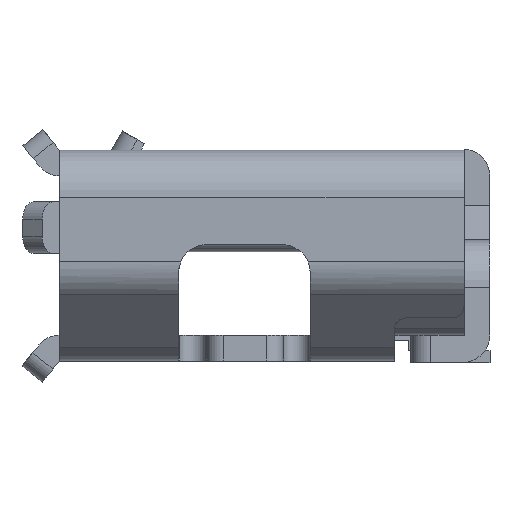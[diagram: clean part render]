
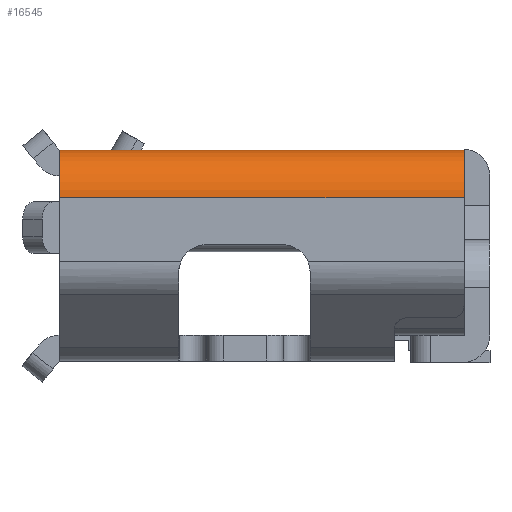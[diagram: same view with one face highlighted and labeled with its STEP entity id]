
A CAD part, front view. The second image highlights one B-rep face of the part: STEP entity #16545.
In plain terms, the highlighted cylindrical face has radius 0.553 mm (diameter 1.106 mm), a partial arc.
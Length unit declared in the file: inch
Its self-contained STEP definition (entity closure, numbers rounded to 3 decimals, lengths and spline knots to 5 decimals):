
#4743 = PLANE('',#4744);
#4744 = AXIS2_PLACEMENT_3D('',#4745,#4746,#4747);
#4745 = CARTESIAN_POINT('',(-0.09252,0.00064,
    0.07159));
#4746 = DIRECTION('',(1.,0.,0.));
#4747 = DIRECTION('',(0.,0.,1.));
#5754 = PLANE('',#5755);
#5755 = AXIS2_PLACEMENT_3D('',#5756,#5757,#5758);
#5756 = CARTESIAN_POINT('',(0.09252,-0.12036,
    0.07056));
#5757 = DIRECTION('',(-1.,0.,0.));
#5758 = DIRECTION('',(0.,-1.,0.));
#9452 = PLANE('',#9453);
#9453 = AXIS2_PLACEMENT_3D('',#9454,#9455,#9456);
#9454 = CARTESIAN_POINT('',(-0.09252,-0.12598,
    0.08563));
#9455 = DIRECTION('',(0.,1.,0.));
#9456 = DIRECTION('',(1.,0.,0.));
#13614 = EDGE_CURVE('',#13615,#13617,#13619,.T.);
#13615 = VERTEX_POINT('',#13616);
#13616 = CARTESIAN_POINT('',(0.09252,-0.12598,
    0.09742));
#13617 = VERTEX_POINT('',#13618);
#13618 = CARTESIAN_POINT('',(-0.09252,-0.12598,
    0.09742));
#13619 = SURFACE_CURVE('',#13620,(#13624,#13630),.PCURVE_S1.);
#13620 = LINE('',#13621,#13622);
#13621 = CARTESIAN_POINT('',(-0.09252,-0.12598,
    0.09742));
#13622 = VECTOR('',#13623,0.03937);
#13623 = DIRECTION('',(-1.,0.,0.));
#13624 = PCURVE('',#9452,#13625);
#13625 = DEFINITIONAL_REPRESENTATION('',(#13626),#13629);
#13626 = B_SPLINE_CURVE_WITH_KNOTS('',1,(#13627,#13628),.UNSPECIFIED.,
  .F.,.F.,(2,2),(-4.7,0.),
  .PIECEWISE_BEZIER_KNOTS.);
#13627 = CARTESIAN_POINT('',(0.185,-0.012));
#13628 = CARTESIAN_POINT('',(0.,-0.012));
#13629 = ( GEOMETRIC_REPRESENTATION_CONTEXT(2) 
PARAMETRIC_REPRESENTATION_CONTEXT() REPRESENTATION_CONTEXT('2D SPACE',''
  ) );
#13630 = PCURVE('',#13631,#13636);
#13631 = CYLINDRICAL_SURFACE('',#13632,0.02177);
#13632 = AXIS2_PLACEMENT_3D('',#13633,#13634,#13635);
#13633 = CARTESIAN_POINT('',(-0.09252,-0.12589,
    0.07565));
#13634 = DIRECTION('',(-1.,0.,0.));
#13635 = DIRECTION('',(0.,1.,0.));
#13636 = DEFINITIONAL_REPRESENTATION('',(#13637),#13640);
#13637 = B_SPLINE_CURVE_WITH_KNOTS('',1,(#13638,#13639),.UNSPECIFIED.,
  .F.,.F.,(2,2),(-4.7,0.),
  .PIECEWISE_BEZIER_KNOTS.);
#13638 = CARTESIAN_POINT('',(-1.575,-0.185));
#13639 = CARTESIAN_POINT('',(-1.575,0.));
#13640 = ( GEOMETRIC_REPRESENTATION_CONTEXT(2) 
PARAMETRIC_REPRESENTATION_CONTEXT() REPRESENTATION_CONTEXT('2D SPACE',''
  ) );
#16545 = ADVANCED_FACE('',(#16546),#13631,.T.);
#16546 = FACE_BOUND('',#16547,.F.);
#16547 = EDGE_LOOP('',(#16548,#16572,#16573,#16601));
#16548 = ORIENTED_EDGE('',*,*,#16549,.F.);
#16549 = EDGE_CURVE('',#13617,#16550,#16552,.T.);
#16550 = VERTEX_POINT('',#16551);
#16551 = CARTESIAN_POINT('',(-0.09252,-0.14766,
    0.07565));
#16552 = SURFACE_CURVE('',#16553,(#16558,#16565),.PCURVE_S1.);
#16553 = CIRCLE('',#16554,0.02177);
#16554 = AXIS2_PLACEMENT_3D('',#16555,#16556,#16557);
#16555 = CARTESIAN_POINT('',(-0.09252,-0.12589,
    0.07565));
#16556 = DIRECTION('',(1.,0.,0.));
#16557 = DIRECTION('',(0.,1.,0.));
#16558 = PCURVE('',#13631,#16559);
#16559 = DEFINITIONAL_REPRESENTATION('',(#16560),#16564);
#16560 = LINE('',#16561,#16562);
#16561 = CARTESIAN_POINT('',(-0.,0.));
#16562 = VECTOR('',#16563,1.);
#16563 = DIRECTION('',(-1.,0.));
#16564 = ( GEOMETRIC_REPRESENTATION_CONTEXT(2) 
PARAMETRIC_REPRESENTATION_CONTEXT() REPRESENTATION_CONTEXT('2D SPACE',''
  ) );
#16565 = PCURVE('',#4743,#16566);
#16566 = DEFINITIONAL_REPRESENTATION('',(#16567),#16571);
#16567 = CIRCLE('',#16568,0.02177);
#16568 = AXIS2_PLACEMENT_2D('',#16569,#16570);
#16569 = CARTESIAN_POINT('',(0.004,0.127));
#16570 = DIRECTION('',(0.,-1.));
#16571 = ( GEOMETRIC_REPRESENTATION_CONTEXT(2) 
PARAMETRIC_REPRESENTATION_CONTEXT() REPRESENTATION_CONTEXT('2D SPACE',''
  ) );
#16572 = ORIENTED_EDGE('',*,*,#13614,.F.);
#16573 = ORIENTED_EDGE('',*,*,#16574,.T.);
#16574 = EDGE_CURVE('',#13615,#16575,#16577,.T.);
#16575 = VERTEX_POINT('',#16576);
#16576 = CARTESIAN_POINT('',(0.09252,-0.14766,
    0.07565));
#16577 = SURFACE_CURVE('',#16578,(#16583,#16590),.PCURVE_S1.);
#16578 = CIRCLE('',#16579,0.02177);
#16579 = AXIS2_PLACEMENT_3D('',#16580,#16581,#16582);
#16580 = CARTESIAN_POINT('',(0.09252,-0.12589,
    0.07565));
#16581 = DIRECTION('',(1.,0.,0.));
#16582 = DIRECTION('',(0.,1.,0.));
#16583 = PCURVE('',#13631,#16584);
#16584 = DEFINITIONAL_REPRESENTATION('',(#16585),#16589);
#16585 = LINE('',#16586,#16587);
#16586 = CARTESIAN_POINT('',(-0.,-0.185));
#16587 = VECTOR('',#16588,1.);
#16588 = DIRECTION('',(-1.,0.));
#16589 = ( GEOMETRIC_REPRESENTATION_CONTEXT(2) 
PARAMETRIC_REPRESENTATION_CONTEXT() REPRESENTATION_CONTEXT('2D SPACE',''
  ) );
#16590 = PCURVE('',#5754,#16591);
#16591 = DEFINITIONAL_REPRESENTATION('',(#16592),#16600);
#16592 = ( BOUNDED_CURVE() B_SPLINE_CURVE(2,(#16593,#16594,#16595,#16596
    ,#16597,#16598,#16599),.UNSPECIFIED.,.T.,.F.) 
B_SPLINE_CURVE_WITH_KNOTS((1,2,2,2,2,1),(-2.0944,0.,
    2.0944,4.18879,6.28319,8.37758),
.UNSPECIFIED.) CURVE() GEOMETRIC_REPRESENTATION_ITEM() 
RATIONAL_B_SPLINE_CURVE((1.,0.5,1.,0.5,1.,0.5,1.)) REPRESENTATION_ITEM(
  '') );
#16593 = CARTESIAN_POINT('',(-0.016,0.005));
#16594 = CARTESIAN_POINT('',(-0.016,0.043));
#16595 = CARTESIAN_POINT('',(0.016,0.024));
#16596 = CARTESIAN_POINT('',(0.049,0.005));
#16597 = CARTESIAN_POINT('',(0.016,-0.014));
#16598 = CARTESIAN_POINT('',(-0.016,-0.033));
#16599 = CARTESIAN_POINT('',(-0.016,0.005));
#16600 = ( GEOMETRIC_REPRESENTATION_CONTEXT(2) 
PARAMETRIC_REPRESENTATION_CONTEXT() REPRESENTATION_CONTEXT('2D SPACE',''
  ) );
#16601 = ORIENTED_EDGE('',*,*,#16602,.F.);
#16602 = EDGE_CURVE('',#16550,#16575,#16603,.T.);
#16603 = SURFACE_CURVE('',#16604,(#16608,#16615),.PCURVE_S1.);
#16604 = LINE('',#16605,#16606);
#16605 = CARTESIAN_POINT('',(-0.09252,-0.14766,
    0.07565));
#16606 = VECTOR('',#16607,0.03937);
#16607 = DIRECTION('',(1.,0.,0.));
#16608 = PCURVE('',#13631,#16609);
#16609 = DEFINITIONAL_REPRESENTATION('',(#16610),#16614);
#16610 = LINE('',#16611,#16612);
#16611 = CARTESIAN_POINT('',(-3.142,0.));
#16612 = VECTOR('',#16613,1.);
#16613 = DIRECTION('',(-0.,-1.));
#16614 = ( GEOMETRIC_REPRESENTATION_CONTEXT(2) 
PARAMETRIC_REPRESENTATION_CONTEXT() REPRESENTATION_CONTEXT('2D SPACE',''
  ) );
#16615 = PCURVE('',#16616,#16621);
#16616 = PLANE('',#16617);
#16617 = AXIS2_PLACEMENT_3D('',#16618,#16619,#16620);
#16618 = CARTESIAN_POINT('',(-0.09252,-0.14766,
    0.07565));
#16619 = DIRECTION('',(0.,1.,0.));
#16620 = DIRECTION('',(0.,0.,-1.));
#16621 = DEFINITIONAL_REPRESENTATION('',(#16622),#16626);
#16622 = LINE('',#16623,#16624);
#16623 = CARTESIAN_POINT('',(-0.,0.));
#16624 = VECTOR('',#16625,1.);
#16625 = DIRECTION('',(0.,-1.));
#16626 = ( GEOMETRIC_REPRESENTATION_CONTEXT(2) 
PARAMETRIC_REPRESENTATION_CONTEXT() REPRESENTATION_CONTEXT('2D SPACE',''
  ) );
